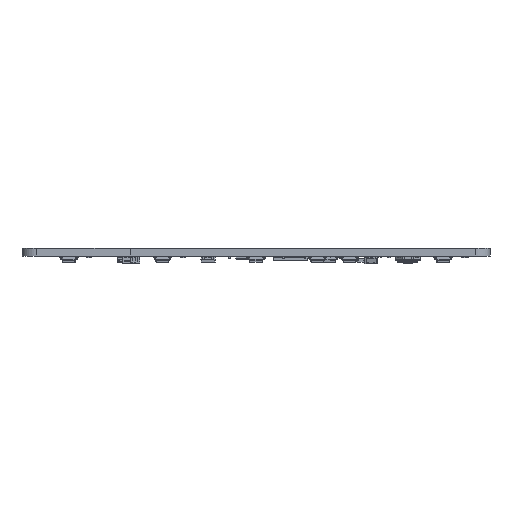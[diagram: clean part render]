
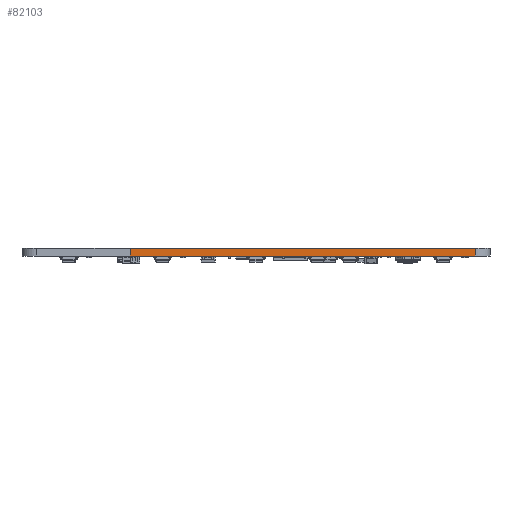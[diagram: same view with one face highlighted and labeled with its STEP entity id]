
A CAD part, left-side view. The second image highlights one B-rep face of the part: STEP entity #82103.
In plain terms, the highlighted planar face has unit normal (-1, 0, 0).
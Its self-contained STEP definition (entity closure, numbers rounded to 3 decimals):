
#82103 = ADVANCED_FACE('',(#82104),#82118,.T.);
#82104 = FACE_BOUND('',#82105,.T.);
#82105 = EDGE_LOOP('',(#82106,#82141,#82169,#82197));
#82106 = ORIENTED_EDGE('',*,*,#82107,.T.);
#82107 = EDGE_CURVE('',#82108,#82110,#82112,.T.);
#82108 = VERTEX_POINT('',#82109);
#82109 = CARTESIAN_POINT('',(76.201,-247.055,0.));
#82110 = VERTEX_POINT('',#82111);
#82111 = CARTESIAN_POINT('',(76.201,-247.055,1.6));
#82112 = SURFACE_CURVE('',#82113,(#82117,#82129),.PCURVE_S1.);
#82113 = LINE('',#82114,#82115);
#82114 = CARTESIAN_POINT('',(76.201,-247.055,0.));
#82115 = VECTOR('',#82116,1.);
#82116 = DIRECTION('',(0.,0.,1.));
#82117 = PCURVE('',#82118,#82123);
#82118 = PLANE('',#82119);
#82119 = AXIS2_PLACEMENT_3D('',#82120,#82121,#82122);
#82120 = CARTESIAN_POINT('',(76.201,-247.055,0.));
#82121 = DIRECTION('',(-1.,0.,0.));
#82122 = DIRECTION('',(0.,1.,0.));
#82123 = DEFINITIONAL_REPRESENTATION('',(#82124),#82128);
#82124 = LINE('',#82125,#82126);
#82125 = CARTESIAN_POINT('',(0.,0.));
#82126 = VECTOR('',#82127,1.);
#82127 = DIRECTION('',(0.,-1.));
#82128 = ( GEOMETRIC_REPRESENTATION_CONTEXT(2) 
PARAMETRIC_REPRESENTATION_CONTEXT() REPRESENTATION_CONTEXT('2D SPACE',''
  ) );
#82129 = PCURVE('',#82130,#82135);
#82130 = CYLINDRICAL_SURFACE('',#82131,2.976);
#82131 = AXIS2_PLACEMENT_3D('',#82132,#82133,#82134);
#82132 = CARTESIAN_POINT('',(79.177,-247.055,0.));
#82133 = DIRECTION('',(-0.,-0.,-1.));
#82134 = DIRECTION('',(1.,0.,-0.));
#82135 = DEFINITIONAL_REPRESENTATION('',(#82136),#82140);
#82136 = LINE('',#82137,#82138);
#82137 = CARTESIAN_POINT('',(-3.142,0.));
#82138 = VECTOR('',#82139,1.);
#82139 = DIRECTION('',(-0.,-1.));
#82140 = ( GEOMETRIC_REPRESENTATION_CONTEXT(2) 
PARAMETRIC_REPRESENTATION_CONTEXT() REPRESENTATION_CONTEXT('2D SPACE',''
  ) );
#82141 = ORIENTED_EDGE('',*,*,#82142,.T.);
#82142 = EDGE_CURVE('',#82110,#82143,#82145,.T.);
#82143 = VERTEX_POINT('',#82144);
#82144 = CARTESIAN_POINT('',(76.2,-176.808,1.6));
#82145 = SURFACE_CURVE('',#82146,(#82150,#82157),.PCURVE_S1.);
#82146 = LINE('',#82147,#82148);
#82147 = CARTESIAN_POINT('',(76.201,-247.055,1.6));
#82148 = VECTOR('',#82149,1.);
#82149 = DIRECTION('',(0.,1.,0.));
#82150 = PCURVE('',#82118,#82151);
#82151 = DEFINITIONAL_REPRESENTATION('',(#82152),#82156);
#82152 = LINE('',#82153,#82154);
#82153 = CARTESIAN_POINT('',(0.,-1.6));
#82154 = VECTOR('',#82155,1.);
#82155 = DIRECTION('',(1.,0.));
#82156 = ( GEOMETRIC_REPRESENTATION_CONTEXT(2) 
PARAMETRIC_REPRESENTATION_CONTEXT() REPRESENTATION_CONTEXT('2D SPACE',''
  ) );
#82157 = PCURVE('',#82158,#82163);
#82158 = PLANE('',#82159);
#82159 = AXIS2_PLACEMENT_3D('',#82160,#82161,#82162);
#82160 = CARTESIAN_POINT('',(190.5,-202.406,1.6));
#82161 = DIRECTION('',(-0.,-0.,-1.));
#82162 = DIRECTION('',(-1.,0.,0.));
#82163 = DEFINITIONAL_REPRESENTATION('',(#82164),#82168);
#82164 = LINE('',#82165,#82166);
#82165 = CARTESIAN_POINT('',(114.3,-44.649));
#82166 = VECTOR('',#82167,1.);
#82167 = DIRECTION('',(0.,1.));
#82168 = ( GEOMETRIC_REPRESENTATION_CONTEXT(2) 
PARAMETRIC_REPRESENTATION_CONTEXT() REPRESENTATION_CONTEXT('2D SPACE',''
  ) );
#82169 = ORIENTED_EDGE('',*,*,#82170,.F.);
#82170 = EDGE_CURVE('',#82171,#82143,#82173,.T.);
#82171 = VERTEX_POINT('',#82172);
#82172 = CARTESIAN_POINT('',(76.2,-176.808,0.));
#82173 = SURFACE_CURVE('',#82174,(#82178,#82185),.PCURVE_S1.);
#82174 = LINE('',#82175,#82176);
#82175 = CARTESIAN_POINT('',(76.2,-176.808,0.));
#82176 = VECTOR('',#82177,1.);
#82177 = DIRECTION('',(0.,0.,1.));
#82178 = PCURVE('',#82118,#82179);
#82179 = DEFINITIONAL_REPRESENTATION('',(#82180),#82184);
#82180 = LINE('',#82181,#82182);
#82181 = CARTESIAN_POINT('',(70.247,0.));
#82182 = VECTOR('',#82183,1.);
#82183 = DIRECTION('',(0.,-1.));
#82184 = ( GEOMETRIC_REPRESENTATION_CONTEXT(2) 
PARAMETRIC_REPRESENTATION_CONTEXT() REPRESENTATION_CONTEXT('2D SPACE',''
  ) );
#82185 = PCURVE('',#82186,#82191);
#82186 = PLANE('',#82187);
#82187 = AXIS2_PLACEMENT_3D('',#82188,#82189,#82190);
#82188 = CARTESIAN_POINT('',(76.2,-176.808,0.));
#82189 = DIRECTION('',(-1.,0.,0.));
#82190 = DIRECTION('',(0.,1.,0.));
#82191 = DEFINITIONAL_REPRESENTATION('',(#82192),#82196);
#82192 = LINE('',#82193,#82194);
#82193 = CARTESIAN_POINT('',(0.,0.));
#82194 = VECTOR('',#82195,1.);
#82195 = DIRECTION('',(0.,-1.));
#82196 = ( GEOMETRIC_REPRESENTATION_CONTEXT(2) 
PARAMETRIC_REPRESENTATION_CONTEXT() REPRESENTATION_CONTEXT('2D SPACE',''
  ) );
#82197 = ORIENTED_EDGE('',*,*,#82198,.F.);
#82198 = EDGE_CURVE('',#82108,#82171,#82199,.T.);
#82199 = SURFACE_CURVE('',#82200,(#82204,#82211),.PCURVE_S1.);
#82200 = LINE('',#82201,#82202);
#82201 = CARTESIAN_POINT('',(76.201,-247.055,0.));
#82202 = VECTOR('',#82203,1.);
#82203 = DIRECTION('',(0.,1.,0.));
#82204 = PCURVE('',#82118,#82205);
#82205 = DEFINITIONAL_REPRESENTATION('',(#82206),#82210);
#82206 = LINE('',#82207,#82208);
#82207 = CARTESIAN_POINT('',(0.,0.));
#82208 = VECTOR('',#82209,1.);
#82209 = DIRECTION('',(1.,0.));
#82210 = ( GEOMETRIC_REPRESENTATION_CONTEXT(2) 
PARAMETRIC_REPRESENTATION_CONTEXT() REPRESENTATION_CONTEXT('2D SPACE',''
  ) );
#82211 = PCURVE('',#82212,#82217);
#82212 = PLANE('',#82213);
#82213 = AXIS2_PLACEMENT_3D('',#82214,#82215,#82216);
#82214 = CARTESIAN_POINT('',(190.5,-202.406,0.));
#82215 = DIRECTION('',(-0.,-0.,-1.));
#82216 = DIRECTION('',(-1.,0.,0.));
#82217 = DEFINITIONAL_REPRESENTATION('',(#82218),#82222);
#82218 = LINE('',#82219,#82220);
#82219 = CARTESIAN_POINT('',(114.3,-44.649));
#82220 = VECTOR('',#82221,1.);
#82221 = DIRECTION('',(0.,1.));
#82222 = ( GEOMETRIC_REPRESENTATION_CONTEXT(2) 
PARAMETRIC_REPRESENTATION_CONTEXT() REPRESENTATION_CONTEXT('2D SPACE',''
  ) );
